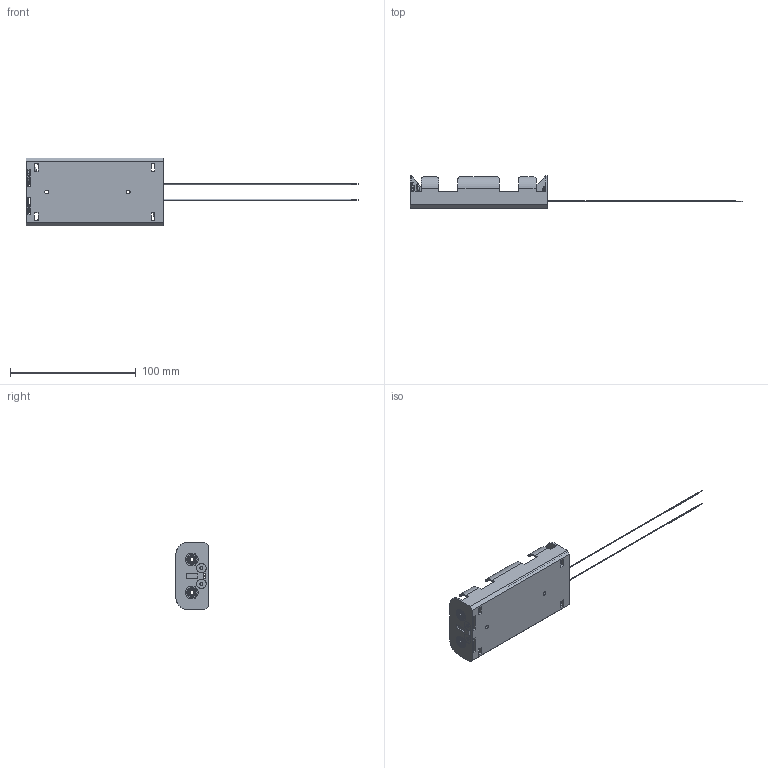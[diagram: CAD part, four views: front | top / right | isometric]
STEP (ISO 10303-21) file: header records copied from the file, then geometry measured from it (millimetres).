
FILE_DESCRIPTION (( 'STEP AP214' ), '1' );
FILE_NAME ('BH24CW.STEP', '2019-11-19T14:42:28', ( '' ), ( '' ), 'SwSTEP 2.0', 'SolidWorks 2017', '' );
FILE_SCHEMA (( 'AUTOMOTIVE_DESIGN' ));
Length unit declared in the file: inch
Products named in the file (1): BH24CW
Bounding box: 264.3 x 25.68 x 53.98 mm (x, y, z)
Volume: 21868.5 mm3; surface area: 32429.2 mm2
Topology: 11 solids, 11 shells, 399 faces, 1032 edges, 680 vertices
Faces by surface type: plane 229, cylinder 130, torus 36, bspline 4
Entity records: 16348 total; most frequent: CARTESIAN_POINT 6088, DIRECTION 2104, ORIENTED_EDGE 2064, EDGE_CURVE 1032, AXIS2_PLACEMENT_3D 720, VERTEX_POINT 680, VECTOR 664, LINE 664
